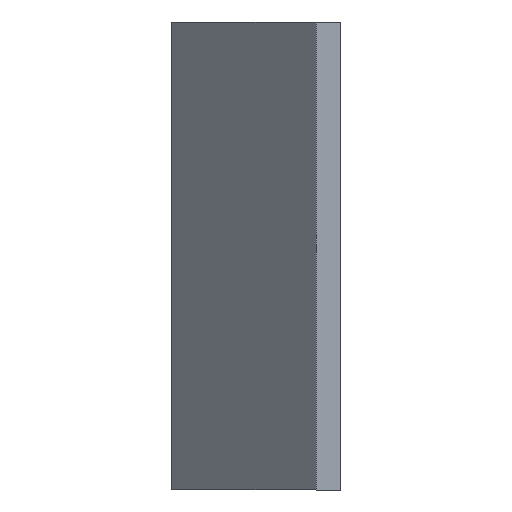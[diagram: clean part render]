
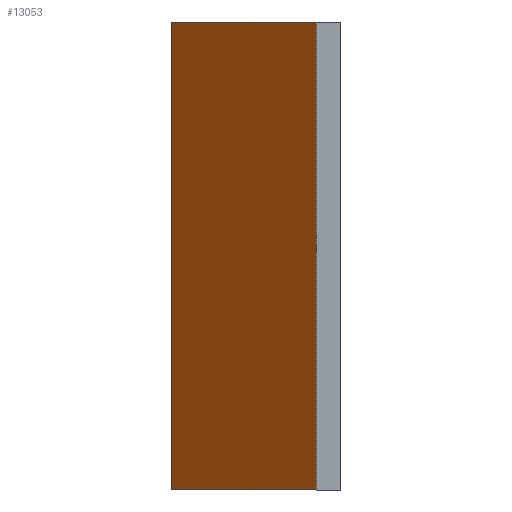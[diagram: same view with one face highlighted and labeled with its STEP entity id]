
A CAD part, front view. The second image highlights one B-rep face of the part: STEP entity #13053.
In plain terms, the highlighted planar face has unit normal (-0.707, -0.707, 0).
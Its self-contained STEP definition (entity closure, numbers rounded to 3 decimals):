
#2131=CARTESIAN_POINT('',(227.738,91.262,567.05));
#2132=VERTEX_POINT('',#2131);
#2141=CARTESIAN_POINT('',(227.738,91.262,470.05));
#2142=VERTEX_POINT('',#2141);
#2143=CARTESIAN_POINT('',(227.738,91.262,567.05));
#2144=DIRECTION('',(0.,0.,-1.));
#2145=VECTOR('',#2144,97.);
#2146=LINE('',#2143,#2145);
#2147=EDGE_CURVE('',#2132,#2142,#2146,.T.);
#5158=CARTESIAN_POINT('',(197.738,121.262,470.05));
#5159=VERTEX_POINT('',#5158);
#5166=CARTESIAN_POINT('',(197.738,121.262,567.05));
#5167=VERTEX_POINT('',#5166);
#5168=CARTESIAN_POINT('',(197.738,121.262,470.05));
#5169=DIRECTION('',(-0.,-0.,1.));
#5170=VECTOR('',#5169,97.);
#5171=LINE('',#5168,#5170);
#5172=EDGE_CURVE('',#5159,#5167,#5171,.T.);
#5204=CARTESIAN_POINT('',(227.738,91.262,470.05));
#5205=DIRECTION('',(-0.707,0.707,0.));
#5206=VECTOR('',#5205,42.426);
#5207=LINE('',#5204,#5206);
#5208=EDGE_CURVE('',#2142,#5159,#5207,.T.);
#5250=CARTESIAN_POINT('',(197.738,121.262,567.05));
#5251=DIRECTION('',(0.707,-0.707,-0.));
#5252=VECTOR('',#5251,42.426);
#5253=LINE('',#5250,#5252);
#5254=EDGE_CURVE('',#5167,#2132,#5253,.T.);
#13042=CARTESIAN_POINT('',(227.738,91.262,562.05));
#13043=DIRECTION('',(-0.707,-0.707,-0.));
#13044=DIRECTION('',(0.,-0.,1.));
#13045=AXIS2_PLACEMENT_3D('',#13042,#13043,#13044);
#13046=PLANE('',#13045);
#13047=ORIENTED_EDGE('',*,*,#5254,.F.);
#13048=ORIENTED_EDGE('',*,*,#5172,.F.);
#13049=ORIENTED_EDGE('',*,*,#5208,.F.);
#13050=ORIENTED_EDGE('',*,*,#2147,.F.);
#13051=EDGE_LOOP('',(#13047,#13048,#13049,#13050));
#13052=FACE_BOUND('',#13051,.T.);
#13053=ADVANCED_FACE('',(#13052),#13046,.T.);
